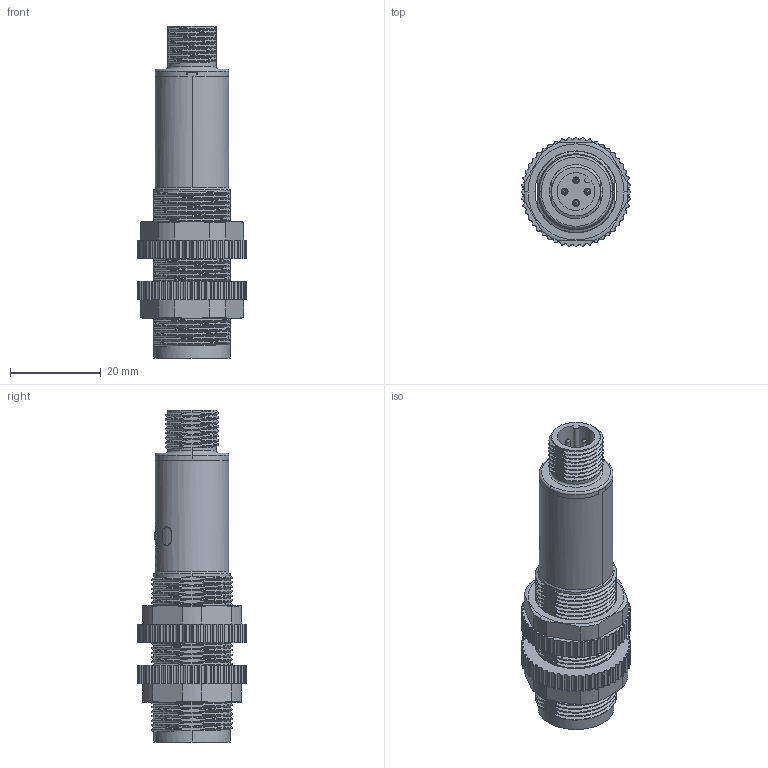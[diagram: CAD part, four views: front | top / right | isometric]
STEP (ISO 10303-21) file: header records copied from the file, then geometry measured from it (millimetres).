
FILE_DESCRIPTION((''),'2;1');
FILE_NAME('165910_ASM','2013-05-24T',('pdmadmin'),(''),'PRO/ENGINEER BY PARAMETRIC TECHNOLOGY CORPORATION, 2012300','PRO/ENGINEER BY PARAMETRIC TECHNOLOGY CORPORATION, 2012300','');
FILE_SCHEMA(('CONFIG_CONTROL_DESIGN'));
Products named in the file (12): MP_S18-2_BARREL_REV2_PD_1P; 165564; 165563_ASM; 164114; 164115; 164113_ASM; 164109; 164111; 127799; 164112_ASM; 13150; 165910_ASM
Assembly tree (15 placements, depth 3):
  165910_ASM
    165563_ASM
      MP_S18-2_BARREL_REV2_PD_1P
      165564
    164113_ASM
      164114
      164115  x4
    164109
    164112_ASM
      164111
      127799
    13150  x2
Bounding box: 24.13 x 24.13 x 73 mm (x, y, z)
Volume: 9900.4 mm3; surface area: 16354 mm2
Topology: 12 solids, 12 shells, 1388 faces, 3563 edges, 2209 vertices
Faces by surface type: plane 498, cylinder 467, bspline 294, cone 73, torus 44, extrusion 8, sphere 4
Entity records: 113899 total; most frequent: CARTESIAN_POINT 89703, ORIENTED_EDGE 5534, DIRECTION 4095, EDGE_CURVE 2767, VERTEX_POINT 1697, AXIS2_PLACEMENT_3D 1437, VECTOR 1221, LINE 1213
